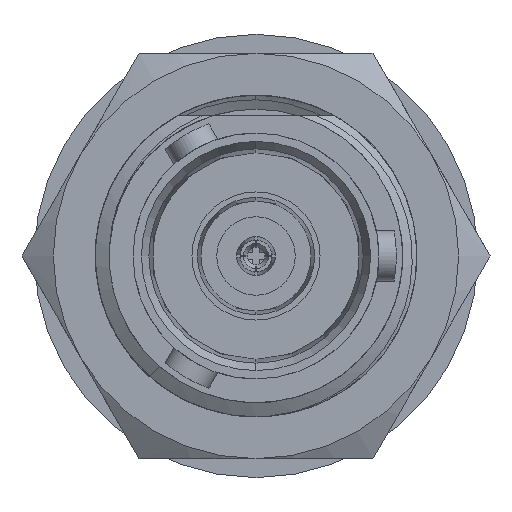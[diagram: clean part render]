
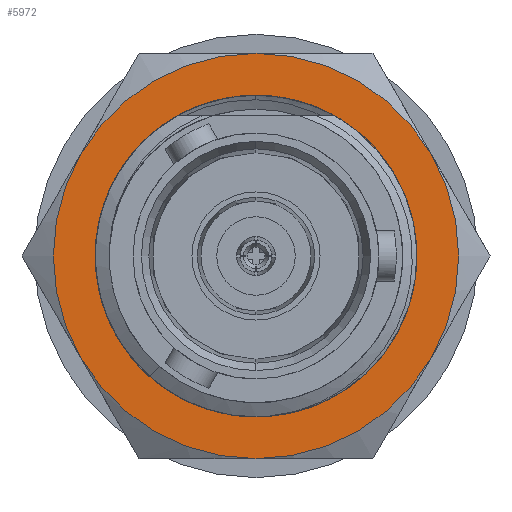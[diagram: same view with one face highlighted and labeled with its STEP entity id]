
A CAD part, left-side view. The second image highlights one B-rep face of the part: STEP entity #5972.
In plain terms, the highlighted face is planar.
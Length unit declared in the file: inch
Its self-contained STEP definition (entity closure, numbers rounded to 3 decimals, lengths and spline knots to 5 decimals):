
#60 = CARTESIAN_POINT ( 'NONE',  ( 0.04921, 0., 0. ) ) ;
#466 = VERTEX_POINT ( 'NONE', #9341 ) ;
#560 = CARTESIAN_POINT ( 'NONE',  ( 0.04921, -0.2507, -0.00401 ) ) ;
#684 = EDGE_CURVE ( 'NONE', #14442, #6760, #19457, .T. ) ;
#854 = ORIENTED_EDGE ( 'NONE', *, *, #2379, .T. ) ;
#876 = EDGE_CURVE ( 'NONE', #466, #16931, #22585, .T. ) ;
#1665 = AXIS2_PLACEMENT_3D ( 'NONE', #12483, #10387, #22975 ) ;
#1681 = CARTESIAN_POINT ( 'NONE',  ( 0.04921, 0., -0.25 ) ) ;
#1762 = VERTEX_POINT ( 'NONE', #24777 ) ;
#2020 = ORIENTED_EDGE ( 'NONE', *, *, #2608, .T. ) ;
#2022 = DIRECTION ( 'NONE',  ( -1., 0., 0. ) ) ;
#2379 = EDGE_CURVE ( 'NONE', #21762, #17675, #21761, .T. ) ;
#2608 = EDGE_CURVE ( 'NONE', #17675, #7458, #5251, .T. ) ;
#2886 = DIRECTION ( 'NONE',  ( 0., 0., 1. ) ) ;
#3033 = CARTESIAN_POINT ( 'NONE',  ( 0.04921, 0., 0. ) ) ;
#3482 = ORIENTED_EDGE ( 'NONE', *, *, #9260, .T. ) ;
#3720 = CARTESIAN_POINT ( 'NONE',  ( 0.04921, 0., 0.31496 ) ) ;
#4044 = CARTESIAN_POINT ( 'NONE',  ( 0.04921, 0., 0. ) ) ;
#4477 = EDGE_CURVE ( 'NONE', #16931, #1762, #9757, .T. ) ;
#4631 = CIRCLE ( 'NONE', #14481, 0.25 ) ;
#5251 = CIRCLE ( 'NONE', #1665, 0.25 ) ;
#5972 = ADVANCED_FACE ( 'NONE', ( #11172, #23761 ), #11305, .T. ) ;
#6163 = DIRECTION ( 'NONE',  ( -1., 0., 0. ) ) ;
#6760 = VERTEX_POINT ( 'NONE', #19961 ) ;
#7113 = DIRECTION ( 'NONE',  ( 0., 0., 1. ) ) ;
#7458 = VERTEX_POINT ( 'NONE', #11799 ) ;
#7928 = DIRECTION ( 'NONE',  ( 0., 0., 1. ) ) ;
#8439 = ORIENTED_EDGE ( 'NONE', *, *, #17917, .F. ) ;
#8936 = CARTESIAN_POINT ( 'NONE',  ( 0.04921, 0., 0. ) ) ;
#9058 = ORIENTED_EDGE ( 'NONE', *, *, #684, .F. ) ;
#9245 = CARTESIAN_POINT ( 'NONE',  ( 0.04921, -0.16474, -0.18805 ) ) ;
#9260 = EDGE_CURVE ( 'NONE', #18326, #21762, #4631, .T. ) ;
#9341 = CARTESIAN_POINT ( 'NONE',  ( 0.04921, 0.27276, -0.15748 ) ) ;
#9757 = CIRCLE ( 'NONE', #25399, 0.31496 ) ;
#9888 = CIRCLE ( 'NONE', #12104, 0.31496 ) ;
#10387 = DIRECTION ( 'NONE',  ( -1., 0., 0. ) ) ;
#10765 = B_SPLINE_CURVE_WITH_KNOTS ( 'NONE', 3,
 ( #9245, #24083, #17768, #15681, #26316, #19724, #24220, #11487, #13586, #11621, #560, #22370 ),
 .UNSPECIFIED., .F., .F.,
 ( 4, 2, 2, 2, 2, 4 ),
 ( 0., 0.00146, 0.00291, 0.00364, 0.00437, 0.00583 ),
 .UNSPECIFIED. ) ;
#11172 = FACE_BOUND ( 'NONE', #26664, .T. ) ;
#11196 = ORIENTED_EDGE ( 'NONE', *, *, #876, .F. ) ;
#11302 = DIRECTION ( 'NONE',  ( -1., 0., 0. ) ) ;
#11305 = PLANE ( 'NONE',  #12067 ) ;
#11487 = CARTESIAN_POINT ( 'NONE',  ( 0.04921, -0.24284, -0.06017 ) ) ;
#11621 = CARTESIAN_POINT ( 'NONE',  ( 0.04921, -0.24965, -0.02306 ) ) ;
#11799 = CARTESIAN_POINT ( 'NONE',  ( 0.04921, -0.16474, -0.18805 ) ) ;
#11899 = AXIS2_PLACEMENT_3D ( 'NONE', #22262, #18470, #14020 ) ;
#12067 = AXIS2_PLACEMENT_3D ( 'NONE', #8936, #17322, #13403 ) ;
#12104 = AXIS2_PLACEMENT_3D ( 'NONE', #21117, #6163, #27011 ) ;
#12483 = CARTESIAN_POINT ( 'NONE',  ( 0.04921, 0., 0. ) ) ;
#13227 = AXIS2_PLACEMENT_3D ( 'NONE', #3033, #14238, #7928 ) ;
#13298 = AXIS2_PLACEMENT_3D ( 'NONE', #60, #2022, #25115 ) ;
#13403 = DIRECTION ( 'NONE',  ( 0., 0., -1. ) ) ;
#13586 = CARTESIAN_POINT ( 'NONE',  ( 0.04921, -0.24493, -0.05095 ) ) ;
#14020 = DIRECTION ( 'NONE',  ( 0., 0., 1. ) ) ;
#14168 = ORIENTED_EDGE ( 'NONE', *, *, #25202, .T. ) ;
#14238 = DIRECTION ( 'NONE',  ( -1., 0., 0. ) ) ;
#14442 = VERTEX_POINT ( 'NONE', #3720 ) ;
#14481 = AXIS2_PLACEMENT_3D ( 'NONE', #4044, #27277, #25608 ) ;
#15013 = ORIENTED_EDGE ( 'NONE', *, *, #4477, .F. ) ;
#15367 = CARTESIAN_POINT ( 'NONE',  ( 0.04921, 0., 0. ) ) ;
#15681 = CARTESIAN_POINT ( 'NONE',  ( 0.04921, -0.21425, -0.13023 ) ) ;
#16209 = CARTESIAN_POINT ( 'NONE',  ( 0.04921, 0., 0. ) ) ;
#16409 = CARTESIAN_POINT ( 'NONE',  ( 0.04921, 0., 0.25 ) ) ;
#16887 = ORIENTED_EDGE ( 'NONE', *, *, #24661, .F. ) ;
#16931 = VERTEX_POINT ( 'NONE', #22015 ) ;
#17229 = CIRCLE ( 'NONE', #21226, 0.31496 ) ;
#17322 = DIRECTION ( 'NONE',  ( 1., 0., 0. ) ) ;
#17338 = CARTESIAN_POINT ( 'NONE',  ( 0.04921, 0., 0. ) ) ;
#17470 = DIRECTION ( 'NONE',  ( -1., 0., 0. ) ) ;
#17675 = VERTEX_POINT ( 'NONE', #1681 ) ;
#17768 = CARTESIAN_POINT ( 'NONE',  ( 0.04921, -0.19204, -0.16119 ) ) ;
#17917 = EDGE_CURVE ( 'NONE', #26599, #14442, #9888, .T. ) ;
#18326 = VERTEX_POINT ( 'NONE', #24208 ) ;
#18470 = DIRECTION ( 'NONE',  ( -1., 0., 0. ) ) ;
#18551 = AXIS2_PLACEMENT_3D ( 'NONE', #17338, #17470, #7113 ) ;
#19457 = CIRCLE ( 'NONE', #18551, 0.31496 ) ;
#19559 = CARTESIAN_POINT ( 'NONE',  ( 0.04921, -0.27276, 0.15748 ) ) ;
#19724 = CARTESIAN_POINT ( 'NONE',  ( 0.04921, -0.23438, -0.08749 ) ) ;
#19961 = CARTESIAN_POINT ( 'NONE',  ( 0.04921, 0.27276, 0.15748 ) ) ;
#21117 = CARTESIAN_POINT ( 'NONE',  ( 0.04921, 0., 0. ) ) ;
#21226 = AXIS2_PLACEMENT_3D ( 'NONE', #16209, #22352, #24758 ) ;
#21761 = CIRCLE ( 'NONE', #13298, 0.25 ) ;
#21762 = VERTEX_POINT ( 'NONE', #16409 ) ;
#22015 = CARTESIAN_POINT ( 'NONE',  ( 0.04921, 0., -0.31496 ) ) ;
#22262 = CARTESIAN_POINT ( 'NONE',  ( 0.04921, 0., 0. ) ) ;
#22352 = DIRECTION ( 'NONE',  ( -1., 0., 0. ) ) ;
#22370 = CARTESIAN_POINT ( 'NONE',  ( 0.04921, -0.24954, 0.01508 ) ) ;
#22585 = CIRCLE ( 'NONE', #13227, 0.31496 ) ;
#22975 = DIRECTION ( 'NONE',  ( 0., 0., 1. ) ) ;
#23463 = CIRCLE ( 'NONE', #11899, 0.31496 ) ;
#23761 = FACE_OUTER_BOUND ( 'NONE', #27415, .T. ) ;
#24083 = CARTESIAN_POINT ( 'NONE',  ( 0.04921, -0.17913, -0.17544 ) ) ;
#24208 = CARTESIAN_POINT ( 'NONE',  ( 0.04921, -0.24954, 0.01508 ) ) ;
#24220 = CARTESIAN_POINT ( 'NONE',  ( 0.04921, -0.23757, -0.07843 ) ) ;
#24661 = EDGE_CURVE ( 'NONE', #1762, #26599, #17229, .T. ) ;
#24758 = DIRECTION ( 'NONE',  ( 0., 0., 1. ) ) ;
#24777 = CARTESIAN_POINT ( 'NONE',  ( 0.04921, -0.27276, -0.15748 ) ) ;
#25115 = DIRECTION ( 'NONE',  ( 0., 0., 1. ) ) ;
#25202 = EDGE_CURVE ( 'NONE', #7458, #18326, #10765, .T. ) ;
#25399 = AXIS2_PLACEMENT_3D ( 'NONE', #15367, #11302, #2886 ) ;
#25538 = ORIENTED_EDGE ( 'NONE', *, *, #27386, .F. ) ;
#25608 = DIRECTION ( 'NONE',  ( 0., 0., 1. ) ) ;
#26316 = CARTESIAN_POINT ( 'NONE',  ( 0.04921, -0.22343, -0.11374 ) ) ;
#26599 = VERTEX_POINT ( 'NONE', #19559 ) ;
#26664 = EDGE_LOOP ( 'NONE', ( #14168, #3482, #854, #2020 ) ) ;
#27011 = DIRECTION ( 'NONE',  ( 0., 0., 1. ) ) ;
#27277 = DIRECTION ( 'NONE',  ( -1., 0., 0. ) ) ;
#27386 = EDGE_CURVE ( 'NONE', #6760, #466, #23463, .T. ) ;
#27415 = EDGE_LOOP ( 'NONE', ( #15013, #11196, #25538, #9058, #8439, #16887 ) ) ;
